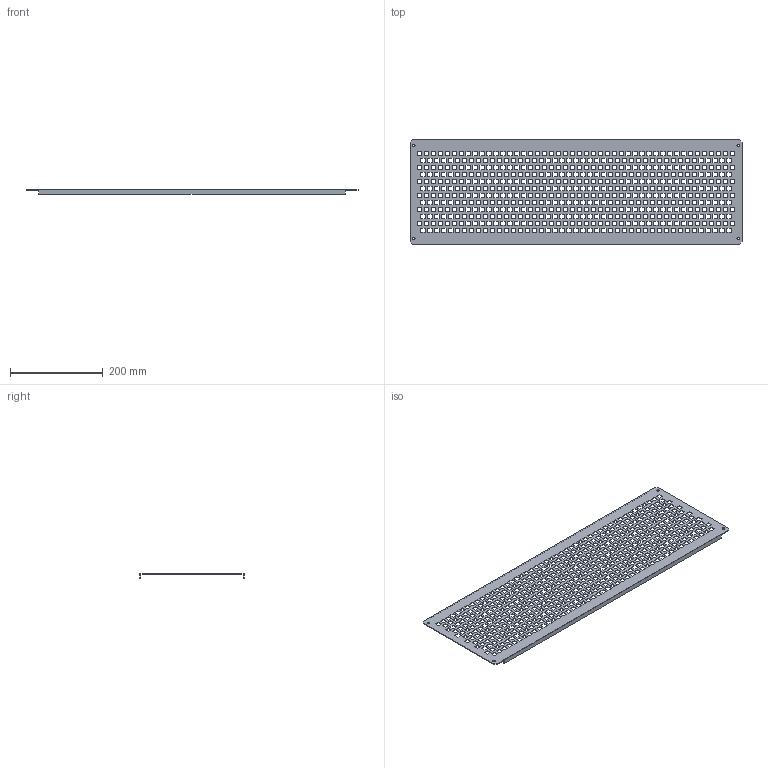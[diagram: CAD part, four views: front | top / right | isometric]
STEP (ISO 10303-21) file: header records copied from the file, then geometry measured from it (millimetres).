
FILE_DESCRIPTION((''),'2;1');
FILE_NAME('OPEN_CASCADE_STEP_TRANSLATOR-10_ASM','2023-01-26T09:03:50',('klemen.sitar'),('Audax d.o.o.'),'CREO PARAMETRIC BY PTC INC, 2021304','CREO PARAMETRIC BY PTC INC, 2021304','');
FILE_SCHEMA(('AP242_MANAGED_MODEL_BASED_3D_ENGINEERING_MIM_LF { 1 0 10303 442 1 1 4 }'));
Products named in the file (2): OPEN_CASCADE_STEP_TRANSLATOR-69; OPEN_CASCADE_STEP_TRANSLATOR-10_ASM
Assembly tree (1 placements, depth 2):
  OPEN_CASCADE_STEP_TRANSLATOR-10_ASM
    OPEN_CASCADE_STEP_TRANSLATOR-69
Bounding box: 716.55 x 225.17 x 10 mm (x, y, z)
Volume: 184671.2 mm3; surface area: 280336.7 mm2
Topology: 1 solids, 1 shells, 2210 faces, 6624 edges, 4416 vertices
Faces by surface type: plane 2202, cylinder 8
Entity records: 110652 total; most frequent: CARTESIAN_POINT 13258, ORIENTED_EDGE 13248, DIRECTION 11068, PRESENTATION_STYLE_ASSIGNMENT 8837, STYLED_ITEM 8837, CURVE_STYLE 6626, EDGE_CURVE 6624, VECTOR 6608
